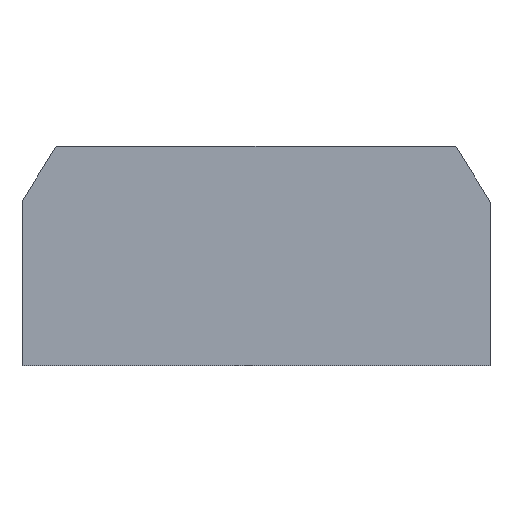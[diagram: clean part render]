
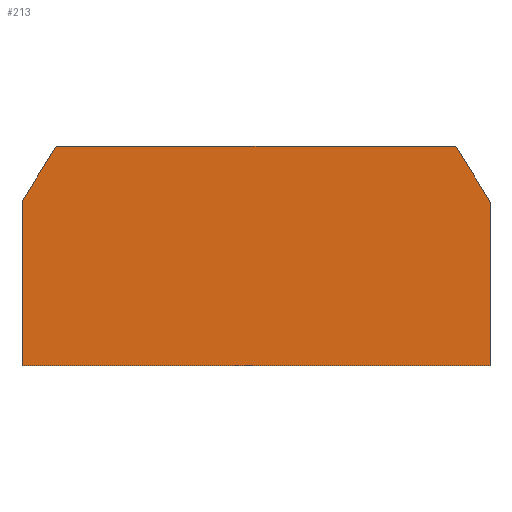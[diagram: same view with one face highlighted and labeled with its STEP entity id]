
A CAD part, left-side view. The second image highlights one B-rep face of the part: STEP entity #213.
In plain terms, the highlighted planar face has unit normal (-1, 0, 0).
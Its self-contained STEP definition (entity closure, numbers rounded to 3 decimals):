
#122=CARTESIAN_POINT('',(-2.2,0.,29.8));
#123=DIRECTION('',(0.,1.,0.));
#124=DIRECTION('',(1.,0.,0.));
#125=AXIS2_PLACEMENT_3D('',#122,#124,#123);
#126=PLANE('',#125);
#127=CARTESIAN_POINT('',(-2.2,25.124,28.));
#128=VERTEX_POINT('',#127);
#129=CARTESIAN_POINT('',(-2.2,-25.124,28.));
#130=VERTEX_POINT('',#129);
#131=CARTESIAN_POINT('',(-2.2,25.124,28.));
#132=DIRECTION('',(0.,-1.,0.));
#133=VECTOR('',#132,50.247);
#134=LINE('',#131,#133);
#135=EDGE_CURVE('',#128,#130,#134,.T.);
#136=ORIENTED_EDGE('E11',*,*,#135,.T.);
#137=CARTESIAN_POINT('',(-2.2,-25.547,27.766));
#138=VERTEX_POINT('',#137);
#139=CARTESIAN_POINT('',(-2.2,-25.124,27.5));
#140=DIRECTION('',(0.,0.,1.));
#141=DIRECTION('',(1.,0.,0.));
#142=AXIS2_PLACEMENT_3D('',#139,#141,#140);
#143=CIRCLE('',#142,0.5);
#144=EDGE_CURVE('',#130,#138,#143,.T.);
#145=ORIENTED_EDGE('E12',*,*,#144,.T.);
#146=CARTESIAN_POINT('',(-2.2,-29.723,21.122));
#147=VERTEX_POINT('',#146);
#148=CARTESIAN_POINT('',(-2.2,-25.547,27.766));
#149=DIRECTION('',(0.,-0.532,-0.847));
#150=VECTOR('',#149,7.848);
#151=LINE('',#148,#150);
#152=EDGE_CURVE('',#138,#147,#151,.T.);
#153=ORIENTED_EDGE('E13',*,*,#152,.T.);
#154=CARTESIAN_POINT('',(-2.2,-29.8,20.856));
#155=VERTEX_POINT('',#154);
#156=CARTESIAN_POINT('',(-2.2,-29.3,20.856));
#157=DIRECTION('',(0.,-0.847,0.532));
#158=DIRECTION('',(1.,0.,0.));
#159=AXIS2_PLACEMENT_3D('',#156,#158,#157);
#160=CIRCLE('',#159,0.5);
#161=EDGE_CURVE('',#147,#155,#160,.T.);
#162=ORIENTED_EDGE('E14',*,*,#161,.T.);
#163=CARTESIAN_POINT('',(-2.2,-29.8,0.));
#164=VERTEX_POINT('',#163);
#165=CARTESIAN_POINT('',(-2.2,-29.8,20.856));
#166=DIRECTION('',(0.,0.,-1.));
#167=VECTOR('',#166,20.856);
#168=LINE('',#165,#167);
#169=EDGE_CURVE('',#155,#164,#168,.T.);
#170=ORIENTED_EDGE('E15',*,*,#169,.T.);
#171=CARTESIAN_POINT('',(-2.2,29.8,0.));
#172=VERTEX_POINT('',#171);
#173=CARTESIAN_POINT('',(-2.2,-29.8,0.));
#174=DIRECTION('',(0.,1.,0.));
#175=VECTOR('',#174,59.6);
#176=LINE('',#173,#175);
#177=EDGE_CURVE('',#164,#172,#176,.T.);
#178=ORIENTED_EDGE('E16',*,*,#177,.T.);
#179=CARTESIAN_POINT('',(-2.2,29.8,20.856));
#180=VERTEX_POINT('',#179);
#181=CARTESIAN_POINT('',(-2.2,29.8,0.));
#182=DIRECTION('',(0.,0.,1.));
#183=VECTOR('',#182,20.856);
#184=LINE('',#181,#183);
#185=EDGE_CURVE('',#172,#180,#184,.T.);
#186=ORIENTED_EDGE('E17',*,*,#185,.T.);
#187=CARTESIAN_POINT('',(-2.2,29.723,21.122));
#188=VERTEX_POINT('',#187);
#189=CARTESIAN_POINT('',(-2.2,29.3,20.856));
#190=DIRECTION('',(0.,1.,0.));
#191=DIRECTION('',(1.,0.,0.));
#192=AXIS2_PLACEMENT_3D('',#189,#191,#190);
#193=CIRCLE('',#192,0.5);
#194=EDGE_CURVE('',#180,#188,#193,.T.);
#195=ORIENTED_EDGE('E18',*,*,#194,.T.);
#196=CARTESIAN_POINT('',(-2.2,25.547,27.766));
#197=VERTEX_POINT('',#196);
#198=CARTESIAN_POINT('',(-2.2,29.723,21.122));
#199=DIRECTION('',(0.,-0.532,0.847));
#200=VECTOR('',#199,7.848);
#201=LINE('',#198,#200);
#202=EDGE_CURVE('',#188,#197,#201,.T.);
#203=ORIENTED_EDGE('E19',*,*,#202,.T.);
#204=CARTESIAN_POINT('',(-2.2,25.124,27.5));
#205=DIRECTION('',(0.,0.847,0.532));
#206=DIRECTION('',(1.,0.,0.));
#207=AXIS2_PLACEMENT_3D('',#204,#206,#205);
#208=CIRCLE('',#207,0.5);
#209=EDGE_CURVE('',#197,#128,#208,.T.);
#210=ORIENTED_EDGE('E20',*,*,#209,.T.);
#211=EDGE_LOOP('',(#136,#145,#153,#162,#170,#178,#186,#195,#203,#210));
#212=FACE_OUTER_BOUND('',#211,.F.);
#213=ADVANCED_FACE('F2',(#212),#126,.F.);
